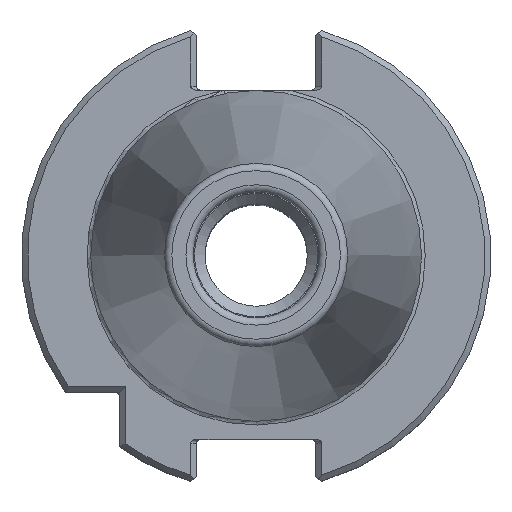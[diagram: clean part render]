
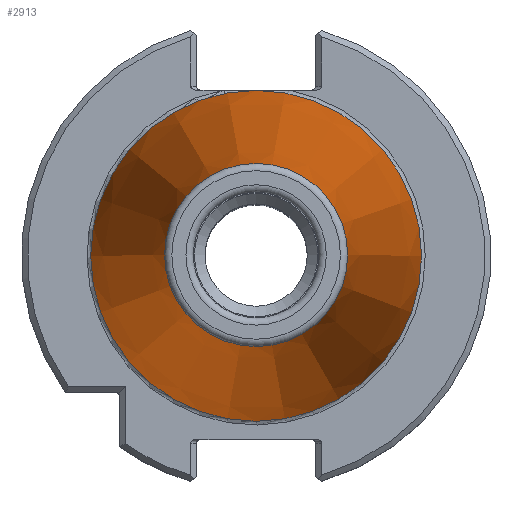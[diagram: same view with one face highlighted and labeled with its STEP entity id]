
A CAD part, top view. The second image highlights one B-rep face of the part: STEP entity #2913.
In plain terms, the highlighted conical face has half-angle 8.297 degrees and reference radius 22.395 mm.
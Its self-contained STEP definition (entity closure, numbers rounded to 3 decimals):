
#62=CONICAL_SURFACE('',#3127,22.395,0.145);
#932=ORIENTED_EDGE('',*,*,#1247,.F.);
#933=ORIENTED_EDGE('',*,*,#1150,.T.);
#1150=EDGE_CURVE('',#1401,#1401,#1509,.T.);
#1247=EDGE_CURVE('',#1453,#1453,#1539,.T.);
#1401=VERTEX_POINT('',#4268);
#1453=VERTEX_POINT('',#4535);
#1509=CIRCLE('',#3025,22.395);
#1539=CIRCLE('',#3128,12.397);
#1678=EDGE_LOOP('',(#932));
#1679=EDGE_LOOP('',(#933));
#1846=FACE_BOUND('',#1678,.T.);
#1847=FACE_BOUND('',#1679,.T.);
#2913=ADVANCED_FACE('',(#1846,#1847),#62,.T.);
#3025=AXIS2_PLACEMENT_3D('',#4267,#3411,#3412);
#3127=AXIS2_PLACEMENT_3D('',#4533,#3650,#3651);
#3128=AXIS2_PLACEMENT_3D('',#4534,#3652,#3653);
#3411=DIRECTION('',(0.,0.,1.));
#3412=DIRECTION('',(1.,0.,0.));
#3650=DIRECTION('',(0.,0.,-1.));
#3651=DIRECTION('',(-1.,0.,0.));
#3652=DIRECTION('',(0.,0.,1.));
#3653=DIRECTION('',(1.,0.,0.));
#4267=CARTESIAN_POINT('',(0.,0.,-1.163));
#4268=CARTESIAN_POINT('',(22.395,0.,-1.163));
#4533=CARTESIAN_POINT('',(0.,0.,-1.163));
#4534=CARTESIAN_POINT('',(0.,0.,67.394));
#4535=CARTESIAN_POINT('',(12.397,0.,67.394));
